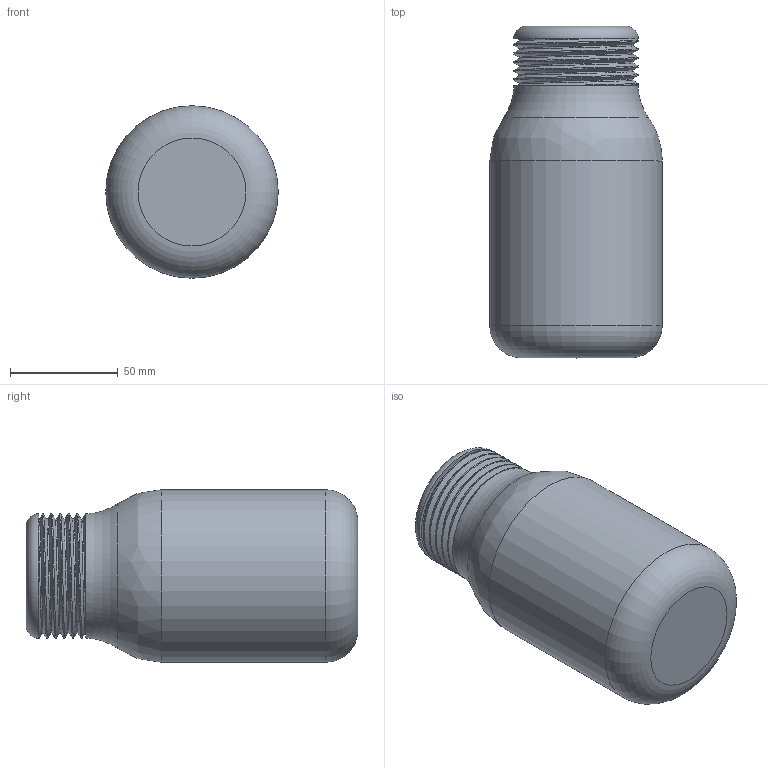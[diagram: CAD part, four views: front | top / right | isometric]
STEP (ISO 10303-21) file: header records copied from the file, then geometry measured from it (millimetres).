
FILE_DESCRIPTION(/* description */ (''),/* implementation_level */ '2;1');
FILE_NAME(/* name */ 'smart hydration water bottle.step',/* time_stamp */ '2020-08-09T03:16:56+03:00',/* author */ (''),/* organization */ (''),/* preprocessor_version */ 'ST-DEVELOPER v18',/* originating_system */ 'Autodesk Translation Framework v8.12.0.6',/* authorisation */ '');
FILE_SCHEMA (('AUTOMOTIVE_DESIGN { 1 0 10303 214 3 1 1 }'));
Length unit declared in the file: millimetre
Products named in the file (1): bottle 
Bounding box: 80 x 153.85 x 80 mm (x, y, z)
Volume: 91374 mm3; surface area: 78772.7 mm2
Topology: 1 solids, 1 shells, 29 faces, 79 edges, 52 vertices
Faces by surface type: cylinder 16, torus 5, plane 4, bspline 4
Full cylindrical faces by diameter (mm): 46 x1, 53.126 x4, 57.703 x5, 76 x1, 80 x1
Entity records: 2763 total; most frequent: CARTESIAN_POINT 2033, ORIENTED_EDGE 158, DIRECTION 136, EDGE_CURVE 79, AXIS2_PLACEMENT_3D 61, VERTEX_POINT 52, CIRCLE 35, B_SPLINE_CURVE_WITH_KNOTS 30
